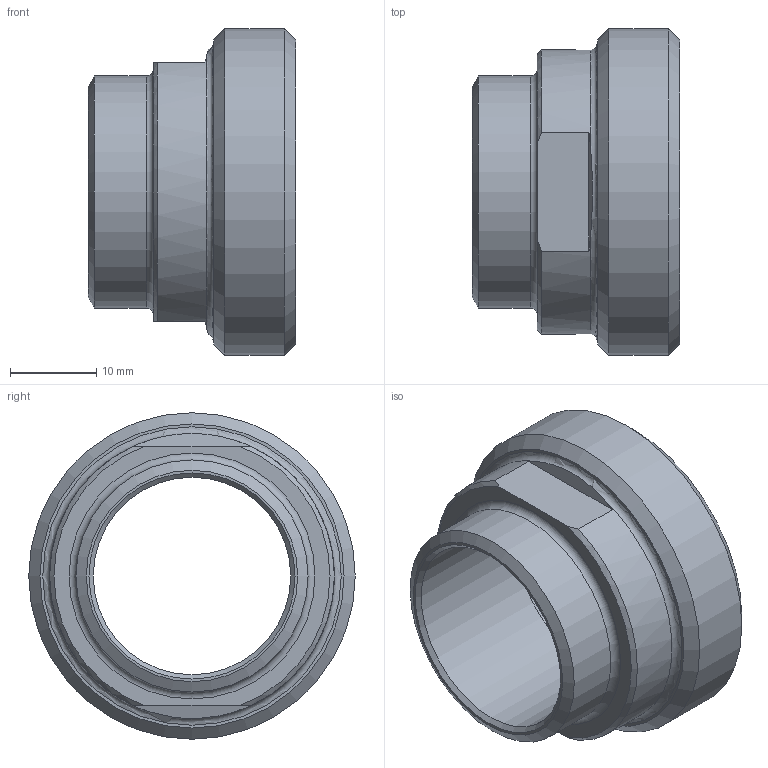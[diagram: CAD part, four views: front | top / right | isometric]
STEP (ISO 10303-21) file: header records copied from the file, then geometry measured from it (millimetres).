
FILE_DESCRIPTION(/* description */ (''),/* implementation_level */ '2;1');
FILE_NAME(/* name */ '3D_R134-SG-26.9_171011515.stp',/* time_stamp */ '2021-06-16T12:03:42+02:00',/* author */ ('cad'),/* organization */ (''),/* preprocessor_version */ 'ST-DEVELOPER v18.1',/* originating_system */ 'Autodesk Inventor 2022',/* authorisation */ '');
FILE_SCHEMA (('AUTOMOTIVE_DESIGN { 1 0 10303 214 3 1 1 }'));
Length unit declared in the file: millimetre
Products named in the file (1): 3D_R134-SG-26.9_171011515
Bounding box: 24 x 37.85 x 37.85 mm (x, y, z)
Volume: 8588.1 mm3; surface area: 5284.5 mm2
Topology: 1 solids, 1 shells, 28 faces, 66 edges, 43 vertices
Faces by surface type: plane 9, cone 9, cylinder 6, torus 4
Full cylindrical faces by diameter (mm): 22.9 x1, 23.1 x1, 26.9 x1, 37.85 x1
Entity records: 881 total; most frequent: CARTESIAN_POINT 166, DIRECTION 157, ORIENTED_EDGE 132, AXIS2_PLACEMENT_3D 69, EDGE_CURVE 66, VERTEX_POINT 43, CIRCLE 36, EDGE_LOOP 33
